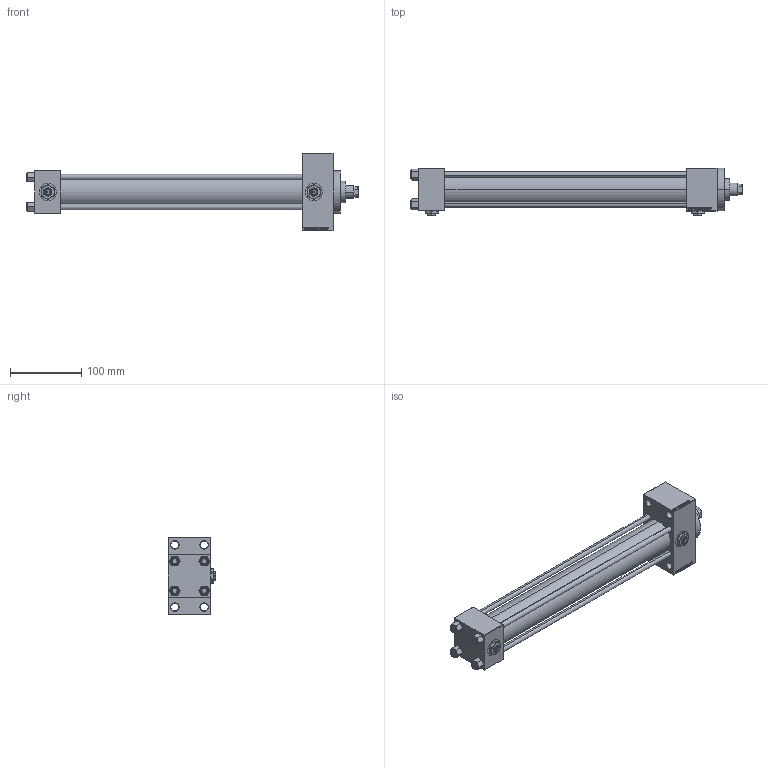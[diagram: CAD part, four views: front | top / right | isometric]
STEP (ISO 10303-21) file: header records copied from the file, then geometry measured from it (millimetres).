
FILE_DESCRIPTION (( 'STEP AP203' ), '1' );
FILE_NAME ('2a32.STEP', '2022-04-16T05:38:19', ( '' ), ( '' ), 'SwSTEP 2.0', 'SolidWorks 2019', '' );
FILE_SCHEMA (( 'CONFIG_CONTROL_DESIGN' ));
Length unit declared in the file: millimetre
Products named in the file (7): V215_VC_A dfb6720813dcaff8d03056c12c9667d2; V215CR_VCP_D dfb6720813dcaff8d03056c12c9667d2; Zatka_pro_OIL_PORT dfb6720813dcaff8d03056c12c9667d2; V215CR_D_Body dfb6720813dcaff8d03056c12c9667d2; 2a32; V215CR_D_TYCINKA dfb6720813dcaff8d03056c12c9667d2; NUT_M5_D dfb6720813dcaff8d03056c12c9667d2
Assembly tree (13 placements, depth 2):
  2a32
    V215CR_D_Body dfb6720813dcaff8d03056c12c9667d2
    V215CR_VCP_D dfb6720813dcaff8d03056c12c9667d2
    NUT_M5_D dfb6720813dcaff8d03056c12c9667d2  x4
    V215CR_D_TYCINKA dfb6720813dcaff8d03056c12c9667d2  x4
    V215_VC_A dfb6720813dcaff8d03056c12c9667d2
    Zatka_pro_OIL_PORT dfb6720813dcaff8d03056c12c9667d2  x2
Bounding box: 465 x 67 x 109 mm (x, y, z)
Volume: 756402.9 mm3; surface area: 243504.2 mm2
Topology: 13 solids, 13 shells, 1214 faces, 3004 edges, 1933 vertices
Faces by surface type: plane 548, bspline 368, cone 186, cylinder 104, torus 8
Entity records: 49513 total; most frequent: CARTESIAN_POINT 25728, ORIENTED_EDGE 5308, DIRECTION 3502, EDGE_CURVE 2654, VERTEX_POINT 1731, VECTOR 1560, LINE 1560, EDGE_LOOP 1191
